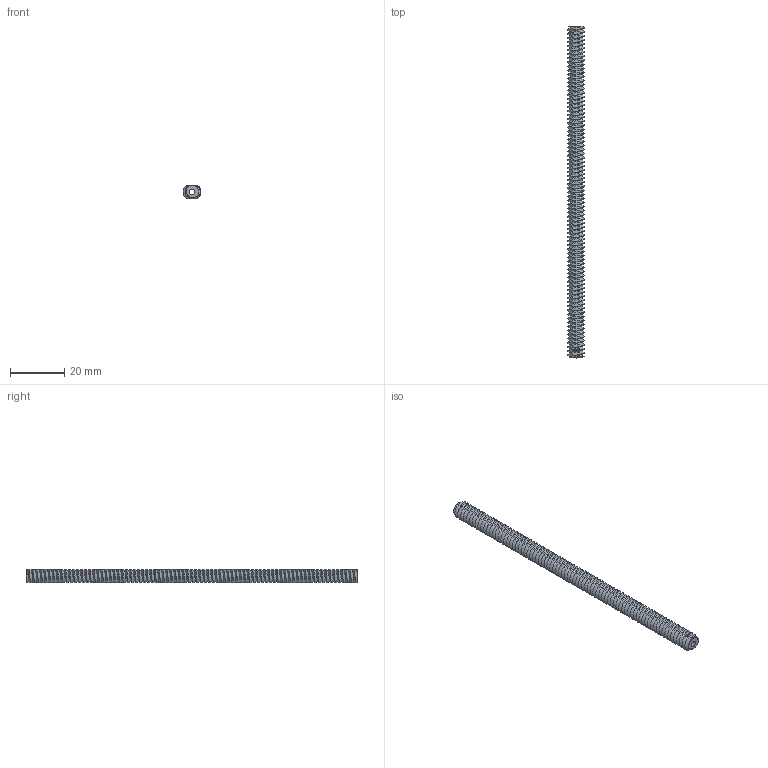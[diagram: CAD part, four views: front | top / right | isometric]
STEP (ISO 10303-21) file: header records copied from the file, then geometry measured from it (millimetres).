
FILE_DESCRIPTION(('FreeCAD Model'),'2;1');
FILE_NAME('Open CASCADE Shape Model','2023-11-29T16:53:28',(''),(''), 'Open CASCADE STEP processor 7.6','FreeCAD','Unknown');
FILE_SCHEMA(('AUTOMOTIVE_DESIGN { 1 0 10303 214 1 1 1 1 }'));
Products named in the file (1): Threaded Rod FL-RH BU09.00 - SPN-THR-0036 (stemfie.org)
Bounding box: 6.6 x 122.5 x 5 mm (x, y, z)
Volume: 2232.6 mm3; surface area: 4418.4 mm2
Topology: 1 solids, 1 shells, 844 faces, 2338 edges, 1528 vertices
Faces by surface type: plane 475, bspline 182, extrusion 180, cone 6, cylinder 1
Full cylindrical faces by diameter (mm): 2 x1
Entity records: 115158 total; most frequent: CARTESIAN_POINT 74049, DIRECTION 5356, ORIENTED_EDGE 4676, PCURVE 4676, DEFINITIONAL_REPRESENTATION 4676, VECTOR 4358, LINE 4178, B_SPLINE_CURVE_WITH_KNOTS 2992
